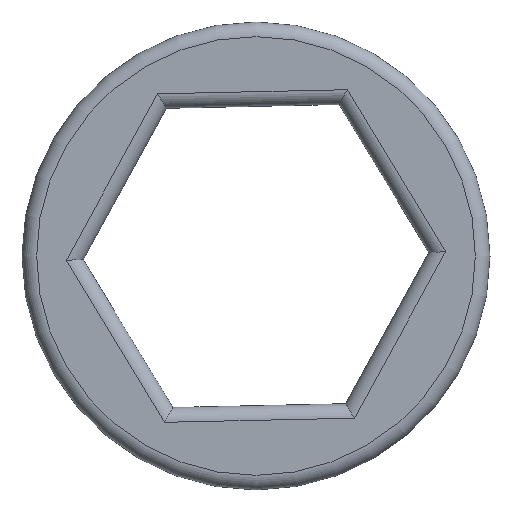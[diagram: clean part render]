
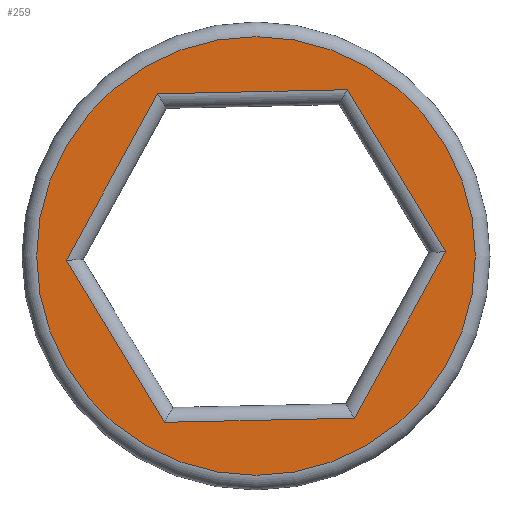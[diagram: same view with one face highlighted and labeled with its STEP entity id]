
A CAD part, left-side view. The second image highlights one B-rep face of the part: STEP entity #259.
In plain terms, the highlighted planar face has unit normal (-1, 0, 0).
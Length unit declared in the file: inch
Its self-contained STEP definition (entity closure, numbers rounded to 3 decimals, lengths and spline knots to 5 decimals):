
#28=FACE_BOUND('',#106,.T.);
#30=LINE('',#408,#55);
#31=LINE('',#410,#56);
#32=LINE('',#412,#57);
#33=LINE('',#414,#58);
#34=LINE('',#416,#59);
#35=LINE('',#417,#60);
#55=VECTOR('',#329,0.3937);
#56=VECTOR('',#330,0.3937);
#57=VECTOR('',#331,0.3937);
#58=VECTOR('',#332,0.3937);
#59=VECTOR('',#333,0.3937);
#60=VECTOR('',#334,0.3937);
#80=PLANE('',#293);
#89=FACE_OUTER_BOUND('',#105,.T.);
#105=EDGE_LOOP('',(#190));
#106=EDGE_LOOP('',(#191,#192,#193,#194,#195,#196));
#122=CIRCLE('',#289,0.3742);
#127=VERTEX_POINT('',#398);
#130=VERTEX_POINT('',#406);
#131=VERTEX_POINT('',#407);
#132=VERTEX_POINT('',#409);
#133=VERTEX_POINT('',#411);
#134=VERTEX_POINT('',#413);
#135=VERTEX_POINT('',#415);
#149=EDGE_CURVE('',#127,#127,#122,.T.);
#153=EDGE_CURVE('',#130,#131,#30,.T.);
#154=EDGE_CURVE('',#132,#130,#31,.T.);
#155=EDGE_CURVE('',#133,#132,#32,.T.);
#156=EDGE_CURVE('',#134,#133,#33,.T.);
#157=EDGE_CURVE('',#135,#134,#34,.T.);
#158=EDGE_CURVE('',#131,#135,#35,.T.);
#190=ORIENTED_EDGE('',*,*,#149,.F.);
#191=ORIENTED_EDGE('',*,*,#153,.F.);
#192=ORIENTED_EDGE('',*,*,#154,.F.);
#193=ORIENTED_EDGE('',*,*,#155,.F.);
#194=ORIENTED_EDGE('',*,*,#156,.F.);
#195=ORIENTED_EDGE('',*,*,#157,.F.);
#196=ORIENTED_EDGE('',*,*,#158,.F.);
#259=ADVANCED_FACE('',(#89,#28),#80,.F.);
#289=AXIS2_PLACEMENT_3D('',#399,#319,#320);
#293=AXIS2_PLACEMENT_3D('',#405,#327,#328);
#319=DIRECTION('center_axis',(1.,0.,0.));
#320=DIRECTION('ref_axis',(0.,1.,0.));
#327=DIRECTION('center_axis',(1.,0.,0.));
#328=DIRECTION('ref_axis',(0.,0.,-1.));
#329=DIRECTION('',(0.,-1.,0.022));
#330=DIRECTION('',(0.,-0.519,-0.855));
#331=DIRECTION('',(0.,0.481,-0.877));
#332=DIRECTION('',(0.,1.,-0.022));
#333=DIRECTION('',(0.,0.519,0.855));
#334=DIRECTION('',(0.,-0.481,0.877));
#398=CARTESIAN_POINT('',(0.8875,0.,-5.1552));
#399=CARTESIAN_POINT('Origin',(0.8875,0.,-4.781));
#405=CARTESIAN_POINT('Origin',(0.8875,0.,-4.781));
#406=CARTESIAN_POINT('',(0.8875,0.15568,-5.0647));
#407=CARTESIAN_POINT('',(0.8875,-0.16785,-5.05767));
#408=CARTESIAN_POINT('',(0.8875,0.06614,-5.06275));
#409=CARTESIAN_POINT('',(0.8875,0.32353,-4.78803));
#410=CARTESIAN_POINT('',(0.8875,0.27707,-4.8646));
#411=CARTESIAN_POINT('',(0.8875,0.16785,-4.50433));
#412=CARTESIAN_POINT('',(0.8875,0.21094,-4.58285));
#413=CARTESIAN_POINT('',(0.8875,-0.15568,-4.4973));
#414=CARTESIAN_POINT('',(0.8875,-0.06614,-4.49925));
#415=CARTESIAN_POINT('',(0.8875,-0.32353,-4.77397));
#416=CARTESIAN_POINT('',(0.8875,-0.27707,-4.6974));
#417=CARTESIAN_POINT('',(0.8875,-0.21094,-4.97915));
